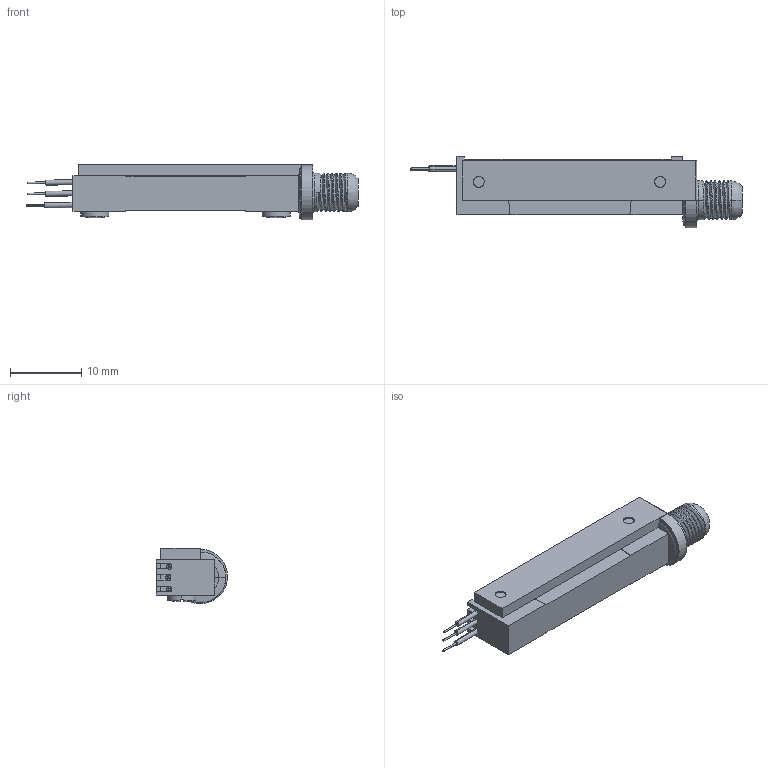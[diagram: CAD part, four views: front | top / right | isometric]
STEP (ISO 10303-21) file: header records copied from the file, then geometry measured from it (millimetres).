
FILE_DESCRIPTION((''),'2;1');
FILE_NAME('78LBW_SW1','2011-12-15T',('BMozley'),(''),'PRO/ENGINEER BY PARAMETRIC TECHNOLOGY CORPORATION, 2011370','PRO/ENGINEER BY PARAMETRIC TECHNOLOGY CORPORATION, 2011370','');
FILE_SCHEMA(('CONFIG_CONTROL_DESIGN'));
Length unit declared in the file: inch
Products named in the file (1): 78LBW_SW1
Bounding box: 46.48 x 9.95 x 7.74 mm (x, y, z)
Volume: 1228.5 mm3; surface area: 1891 mm2
Topology: 2 solids, 3 shells, 202 faces, 507 edges, 323 vertices
Faces by surface type: plane 82, cylinder 79, bspline 14, sphere 9, revolution 8, cone 6, torus 4
Entity records: 10694 total; most frequent: CARTESIAN_POINT 5966, ORIENTED_EDGE 1014, DIRECTION 892, EDGE_CURVE 507, VERTEX_POINT 323, AXIS2_PLACEMENT_3D 317, VECTOR 250, LINE 250
